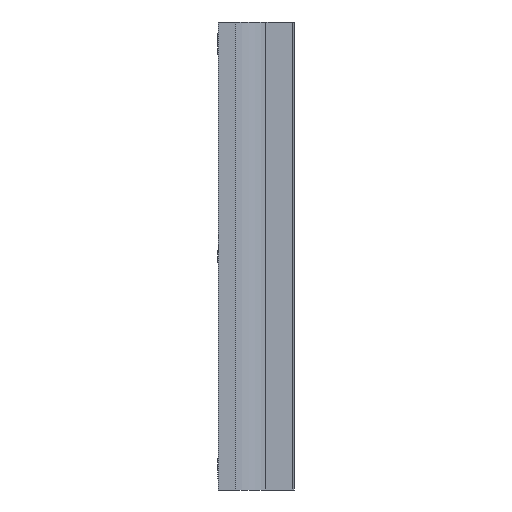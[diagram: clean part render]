
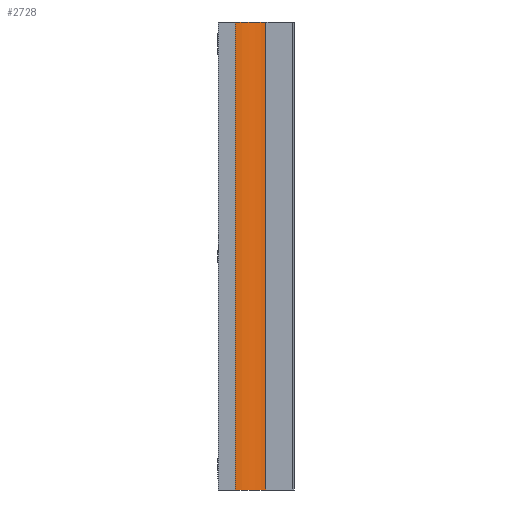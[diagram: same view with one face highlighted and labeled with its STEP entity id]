
A CAD part, front view. The second image highlights one B-rep face of the part: STEP entity #2728.
In plain terms, the highlighted cylindrical face has radius 10 mm (diameter 20 mm), a partial arc.
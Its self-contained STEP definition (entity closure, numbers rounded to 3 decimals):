
#141 = EDGE_CURVE ( 'NONE', #2600, #4488, #3193, .T. ) ;
#432 = CYLINDRICAL_SURFACE ( 'NONE', #4159, 10. ) ;
#456 = LINE ( 'NONE', #2172, #1657 ) ;
#611 = ORIENTED_EDGE ( 'NONE', *, *, #5120, .F. ) ;
#654 = DIRECTION ( 'NONE',  ( 0., 0., -1. ) ) ;
#832 = LINE ( 'NONE', #5568, #1654 ) ;
#1168 = ORIENTED_EDGE ( 'NONE', *, *, #3943, .F. ) ;
#1308 = VERTEX_POINT ( 'NONE', #4582 ) ;
#1362 = DIRECTION ( 'NONE',  ( 1., 0., 0. ) ) ;
#1437 = CARTESIAN_POINT ( 'NONE',  ( 4.337, -32.5, -58.5 ) ) ;
#1487 = AXIS2_PLACEMENT_3D ( 'NONE', #4538, #654, #1634 ) ;
#1634 = DIRECTION ( 'NONE',  ( -1., 0., 0. ) ) ;
#1654 = VECTOR ( 'NONE', #3446, 1000. ) ;
#1657 = VECTOR ( 'NONE', #1778, 1000. ) ;
#1665 = ORIENTED_EDGE ( 'NONE', *, *, #141, .F. ) ;
#1711 = DIRECTION ( 'NONE',  ( 0., 0., 1. ) ) ;
#1778 = DIRECTION ( 'NONE',  ( 0., 0., 1. ) ) ;
#1847 = ORIENTED_EDGE ( 'NONE', *, *, #3530, .F. ) ;
#1978 = CARTESIAN_POINT ( 'NONE',  ( 11.997, -28.928, -58.5 ) ) ;
#2172 = CARTESIAN_POINT ( 'NONE',  ( 4.337, -32.5, 58.5 ) ) ;
#2356 = CIRCLE ( 'NONE', #3906, 10. ) ;
#2600 = VERTEX_POINT ( 'NONE', #1978 ) ;
#2728 = ADVANCED_FACE ( 'NONE', ( #3536 ), #432, .T. ) ;
#3039 = CARTESIAN_POINT ( 'NONE',  ( 4.337, -22.5, 58.5 ) ) ;
#3056 = VERTEX_POINT ( 'NONE', #4029 ) ;
#3193 = CIRCLE ( 'NONE', #1487, 10. ) ;
#3446 = DIRECTION ( 'NONE',  ( 0., 0., -1. ) ) ;
#3530 = EDGE_CURVE ( 'NONE', #1308, #3056, #2356, .T. ) ;
#3536 = FACE_OUTER_BOUND ( 'NONE', #5187, .T. ) ;
#3906 = AXIS2_PLACEMENT_3D ( 'NONE', #4271, #1711, #5166 ) ;
#3943 = EDGE_CURVE ( 'NONE', #3056, #2600, #832, .T. ) ;
#4029 = CARTESIAN_POINT ( 'NONE',  ( 11.997, -28.928, 58.5 ) ) ;
#4159 = AXIS2_PLACEMENT_3D ( 'NONE', #3039, #5262, #1362 ) ;
#4271 = CARTESIAN_POINT ( 'NONE',  ( 4.337, -22.5, 58.5 ) ) ;
#4488 = VERTEX_POINT ( 'NONE', #1437 ) ;
#4538 = CARTESIAN_POINT ( 'NONE',  ( 4.337, -22.5, -58.5 ) ) ;
#4582 = CARTESIAN_POINT ( 'NONE',  ( 4.337, -32.5, 58.5 ) ) ;
#5120 = EDGE_CURVE ( 'NONE', #4488, #1308, #456, .T. ) ;
#5166 = DIRECTION ( 'NONE',  ( 0., 1., 0. ) ) ;
#5187 = EDGE_LOOP ( 'NONE', ( #1665, #1168, #1847, #611 ) ) ;
#5262 = DIRECTION ( 'NONE',  ( 0., 0., 1. ) ) ;
#5568 = CARTESIAN_POINT ( 'NONE',  ( 11.997, -28.928, -58.5 ) ) ;
